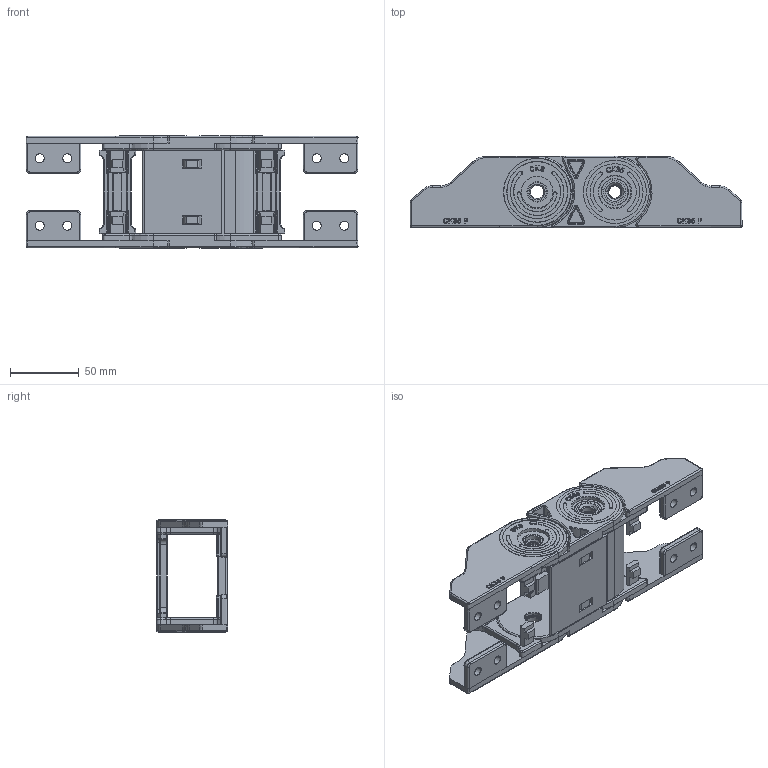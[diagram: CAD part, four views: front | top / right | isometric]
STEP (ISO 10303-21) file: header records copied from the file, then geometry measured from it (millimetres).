
FILE_DESCRIPTION (( 'STEP AP214' ), '1' );
FILE_NAME ('CK35-Y60-ESKÝ AYAK.STEP', '2019-09-16T12:34:12', ( '' ), ( '' ), 'SwSTEP 2.0', 'SolidWorks 2017', '' );
FILE_SCHEMA (( 'AUTOMOTIVE_DESIGN' ));
Length unit declared in the file: millimetre
Products named in the file (1): CK35-Y60-ESKÝ AYAK
Bounding box: 241.54 x 52.02 x 81.61 mm (x, y, z)
Volume: 195683.9 mm3; surface area: 123935.7 mm2
Topology: 10 solids, 10 shells, 2341 faces, 5950 edges, 3712 vertices
Faces by surface type: plane 903, cylinder 738, bspline 394, torus 228, sphere 44, cone 34
Entity records: 104477 total; most frequent: CARTESIAN_POINT 50778, ORIENTED_EDGE 11804, DIRECTION 10126, EDGE_CURVE 5902, VERTEX_POINT 3712, AXIS2_PLACEMENT_3D 3470, LINE 3186, VECTOR 3186
